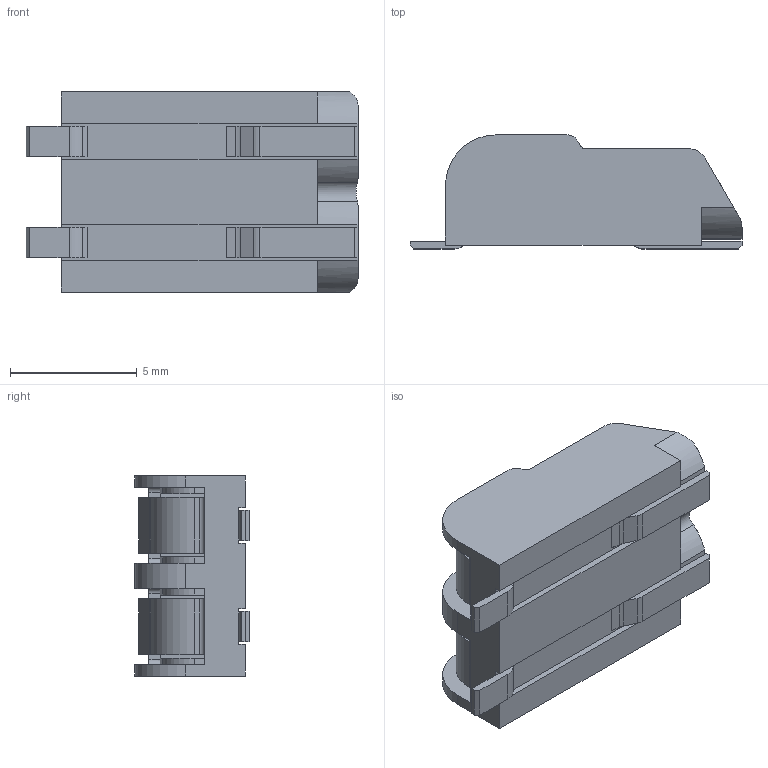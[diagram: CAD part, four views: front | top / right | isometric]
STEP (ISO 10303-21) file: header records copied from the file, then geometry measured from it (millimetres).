
FILE_DESCRIPTION( ( 'STEP AP203' ), ' ' );
FILE_NAME( '2060-402_998-404.stp', '2017-07-14T10:03:28', ( '' ), ( '' ), ' ', 'PARTsolutions', ' ' );
FILE_SCHEMA( ( 'CONFIG_CONTROL_DESIGN' ) );
Length unit declared in the file: millimetre
Products named in the file (1): _2060-402/998-404
Bounding box: 13.1 x 4.5 x 7.9 mm (x, y, z)
Volume: 272.4 mm3; surface area: 523.8 mm2
Topology: 1 solids, 1 shells, 181 faces, 521 edges, 346 vertices
Faces by surface type: plane 127, cylinder 52, sphere 2
Full cylindrical faces by diameter (mm): 2.25 x2
Entity records: 5951 total; most frequent: CARTESIAN_POINT 1114, ORIENTED_EDGE 1022, DIRECTION 979, EDGE_CURVE 511, LINE 381, VECTOR 381, VERTEX_POINT 342, AXIS2_PLACEMENT_3D 299
